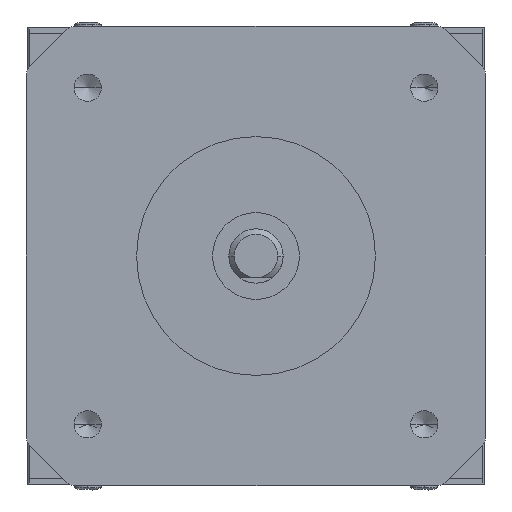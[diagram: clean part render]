
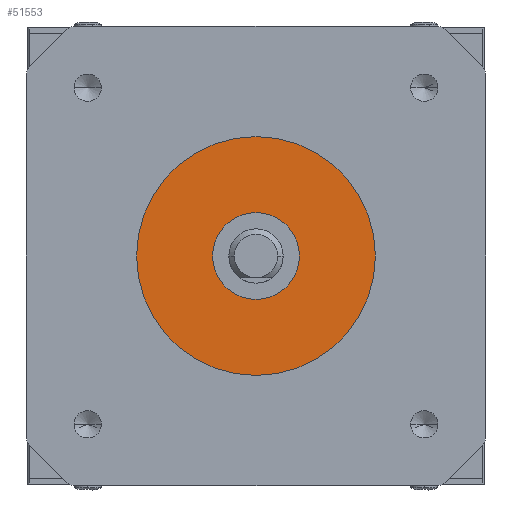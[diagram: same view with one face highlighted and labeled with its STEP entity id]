
A CAD part, front view. The second image highlights one B-rep face of the part: STEP entity #51553.
In plain terms, the highlighted face is planar.
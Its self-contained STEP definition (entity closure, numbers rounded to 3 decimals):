
#1666 = EDGE_LOOP ( 'NONE', ( #69884, #80607 ) ) ;
#6715 = EDGE_CURVE ( 'NONE', #10816, #69570, #86400, .T. ) ;
#7557 = EDGE_CURVE ( 'NONE', #81202, #92799, #32289, .T. ) ;
#10692 = CIRCLE ( 'NONE', #91062, 4. ) ;
#10816 = VERTEX_POINT ( 'NONE', #47335 ) ;
#11247 = DIRECTION ( 'NONE',  ( 0., 0., -1. ) ) ;
#14550 = FACE_OUTER_BOUND ( 'NONE', #1666, .T. ) ;
#20956 = AXIS2_PLACEMENT_3D ( 'NONE', #37556, #57482, #73278 ) ;
#23854 = PLANE ( 'NONE',  #72170 ) ;
#24172 = ORIENTED_EDGE ( 'NONE', *, *, #6715, .F. ) ;
#25570 = DIRECTION ( 'NONE',  ( -1., 0., 0. ) ) ;
#31987 = AXIS2_PLACEMENT_3D ( 'NONE', #60734, #105679, #25570 ) ;
#32289 = CIRCLE ( 'NONE', #75306, 11. ) ;
#33797 = CARTESIAN_POINT ( 'NONE',  ( 0., 0., -32. ) ) ;
#37556 = CARTESIAN_POINT ( 'NONE',  ( 0., 0., -32. ) ) ;
#47335 = CARTESIAN_POINT ( 'NONE',  ( 4., 0., -32. ) ) ;
#48422 = DIRECTION ( 'NONE',  ( 0., 0., -1. ) ) ;
#51553 = ADVANCED_FACE ( 'NONE', ( #14550, #67772 ), #23854, .T. ) ;
#54649 = EDGE_LOOP ( 'NONE', ( #24172, #68469 ) ) ;
#57482 = DIRECTION ( 'NONE',  ( 0., 0., -1. ) ) ;
#60734 = CARTESIAN_POINT ( 'NONE',  ( 0., 0., -32. ) ) ;
#67772 = FACE_BOUND ( 'NONE', #54649, .T. ) ;
#68358 = DIRECTION ( 'NONE',  ( -1., 0., 0. ) ) ;
#68469 = ORIENTED_EDGE ( 'NONE', *, *, #100511, .F. ) ;
#69570 = VERTEX_POINT ( 'NONE', #76152 ) ;
#69884 = ORIENTED_EDGE ( 'NONE', *, *, #7557, .T. ) ;
#72170 = AXIS2_PLACEMENT_3D ( 'NONE', #33797, #114464, #68358 ) ;
#73278 = DIRECTION ( 'NONE',  ( -1., 0., 0. ) ) ;
#74921 = EDGE_CURVE ( 'NONE', #92799, #81202, #108491, .T. ) ;
#75306 = AXIS2_PLACEMENT_3D ( 'NONE', #112634, #48422, #77574 ) ;
#76152 = CARTESIAN_POINT ( 'NONE',  ( -4., 0., -32. ) ) ;
#77574 = DIRECTION ( 'NONE',  ( -1., 0., 0. ) ) ;
#78203 = CARTESIAN_POINT ( 'NONE',  ( -11., 0., -32. ) ) ;
#80607 = ORIENTED_EDGE ( 'NONE', *, *, #74921, .T. ) ;
#81202 = VERTEX_POINT ( 'NONE', #111386 ) ;
#86400 = CIRCLE ( 'NONE', #20956, 4. ) ;
#91062 = AXIS2_PLACEMENT_3D ( 'NONE', #99546, #11247, #107739 ) ;
#92799 = VERTEX_POINT ( 'NONE', #78203 ) ;
#99546 = CARTESIAN_POINT ( 'NONE',  ( 0., 0., -32. ) ) ;
#100511 = EDGE_CURVE ( 'NONE', #69570, #10816, #10692, .T. ) ;
#105679 = DIRECTION ( 'NONE',  ( 0., 0., -1. ) ) ;
#107739 = DIRECTION ( 'NONE',  ( -1., 0., 0. ) ) ;
#108491 = CIRCLE ( 'NONE', #31987, 11. ) ;
#111386 = CARTESIAN_POINT ( 'NONE',  ( 11., 0., -32. ) ) ;
#112634 = CARTESIAN_POINT ( 'NONE',  ( 0., 0., -32. ) ) ;
#114464 = DIRECTION ( 'NONE',  ( 0., 0., -1. ) ) ;
